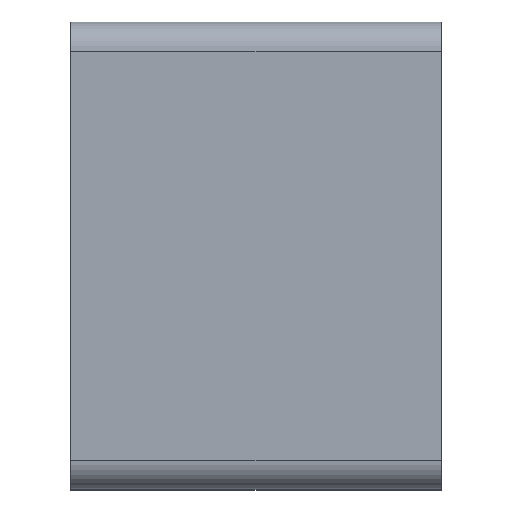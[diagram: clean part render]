
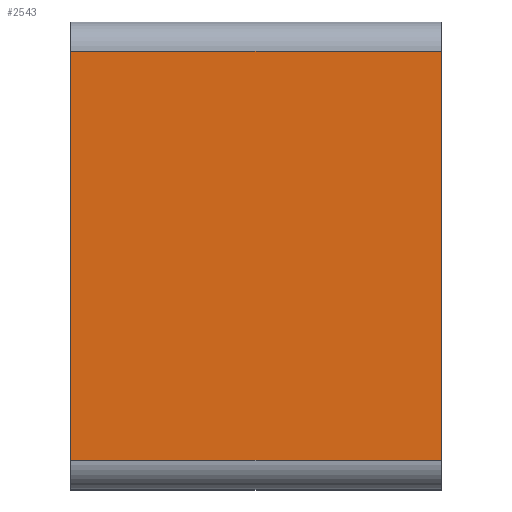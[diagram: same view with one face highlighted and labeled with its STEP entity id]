
A CAD part, top view. The second image highlights one B-rep face of the part: STEP entity #2543.
In plain terms, the highlighted planar face has unit normal (0, 0, 1).
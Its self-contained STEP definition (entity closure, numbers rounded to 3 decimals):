
#413 = PLANE('',#414);
#414 = AXIS2_PLACEMENT_3D('',#415,#416,#417);
#415 = CARTESIAN_POINT('',(0.,94.,0.));
#416 = DIRECTION('',(1.,0.,0.));
#417 = DIRECTION('',(0.,0.,1.));
#441 = CYLINDRICAL_SURFACE('',#442,3.);
#442 = AXIS2_PLACEMENT_3D('',#443,#444,#445);
#443 = CARTESIAN_POINT('',(0.,97.,39.));
#444 = DIRECTION('',(1.,0.,0.));
#445 = DIRECTION('',(0.,-1.,0.));
#469 = PLANE('',#470);
#470 = AXIS2_PLACEMENT_3D('',#471,#472,#473);
#471 = CARTESIAN_POINT('',(38.,94.,0.));
#472 = DIRECTION('',(1.,0.,0.));
#473 = DIRECTION('',(0.,0.,1.));
#1287 = CYLINDRICAL_SURFACE('',#1288,3.);
#1288 = AXIS2_PLACEMENT_3D('',#1289,#1290,#1291);
#1289 = CARTESIAN_POINT('',(0.,139.,39.));
#1290 = DIRECTION('',(1.,0.,0.));
#1291 = DIRECTION('',(0.,1.,0.));
#1479 = VERTEX_POINT('',#1480);
#1480 = CARTESIAN_POINT('',(38.,139.,42.));
#1502 = EDGE_CURVE('',#1503,#1479,#1505,.T.);
#1503 = VERTEX_POINT('',#1504);
#1504 = CARTESIAN_POINT('',(38.,97.,42.));
#1505 = SURFACE_CURVE('',#1506,(#1510,#1517),.PCURVE_S1.);
#1506 = LINE('',#1507,#1508);
#1507 = CARTESIAN_POINT('',(38.,94.,42.));
#1508 = VECTOR('',#1509,1.);
#1509 = DIRECTION('',(0.,1.,0.));
#1510 = PCURVE('',#469,#1511);
#1511 = DEFINITIONAL_REPRESENTATION('',(#1512),#1516);
#1512 = LINE('',#1513,#1514);
#1513 = CARTESIAN_POINT('',(42.,0.));
#1514 = VECTOR('',#1515,1.);
#1515 = DIRECTION('',(0.,-1.));
#1516 = ( GEOMETRIC_REPRESENTATION_CONTEXT(2) 
PARAMETRIC_REPRESENTATION_CONTEXT() REPRESENTATION_CONTEXT('2D SPACE',''
  ) );
#1517 = PCURVE('',#1518,#1523);
#1518 = PLANE('',#1519);
#1519 = AXIS2_PLACEMENT_3D('',#1520,#1521,#1522);
#1520 = CARTESIAN_POINT('',(0.,94.,42.));
#1521 = DIRECTION('',(0.,0.,1.));
#1522 = DIRECTION('',(1.,0.,0.));
#1523 = DEFINITIONAL_REPRESENTATION('',(#1524),#1528);
#1524 = LINE('',#1525,#1526);
#1525 = CARTESIAN_POINT('',(38.,0.));
#1526 = VECTOR('',#1527,1.);
#1527 = DIRECTION('',(0.,1.));
#1528 = ( GEOMETRIC_REPRESENTATION_CONTEXT(2) 
PARAMETRIC_REPRESENTATION_CONTEXT() REPRESENTATION_CONTEXT('2D SPACE',''
  ) );
#1868 = VERTEX_POINT('',#1869);
#1869 = CARTESIAN_POINT('',(0.,97.,42.));
#1895 = EDGE_CURVE('',#1868,#1503,#1896,.T.);
#1896 = SURFACE_CURVE('',#1897,(#1901,#1908),.PCURVE_S1.);
#1897 = LINE('',#1898,#1899);
#1898 = CARTESIAN_POINT('',(0.,97.,42.));
#1899 = VECTOR('',#1900,1.);
#1900 = DIRECTION('',(1.,0.,0.));
#1901 = PCURVE('',#441,#1902);
#1902 = DEFINITIONAL_REPRESENTATION('',(#1903),#1907);
#1903 = LINE('',#1904,#1905);
#1904 = CARTESIAN_POINT('',(-1.571,0.));
#1905 = VECTOR('',#1906,1.);
#1906 = DIRECTION('',(-0.,1.));
#1907 = ( GEOMETRIC_REPRESENTATION_CONTEXT(2) 
PARAMETRIC_REPRESENTATION_CONTEXT() REPRESENTATION_CONTEXT('2D SPACE',''
  ) );
#1908 = PCURVE('',#1518,#1909);
#1909 = DEFINITIONAL_REPRESENTATION('',(#1910),#1914);
#1910 = LINE('',#1911,#1912);
#1911 = CARTESIAN_POINT('',(0.,3.));
#1912 = VECTOR('',#1913,1.);
#1913 = DIRECTION('',(1.,0.));
#1914 = ( GEOMETRIC_REPRESENTATION_CONTEXT(2) 
PARAMETRIC_REPRESENTATION_CONTEXT() REPRESENTATION_CONTEXT('2D SPACE',''
  ) );
#1969 = VERTEX_POINT('',#1970);
#1970 = CARTESIAN_POINT('',(0.,139.,42.));
#1992 = EDGE_CURVE('',#1868,#1969,#1993,.T.);
#1993 = SURFACE_CURVE('',#1994,(#1998,#2005),.PCURVE_S1.);
#1994 = LINE('',#1995,#1996);
#1995 = CARTESIAN_POINT('',(0.,94.,42.));
#1996 = VECTOR('',#1997,1.);
#1997 = DIRECTION('',(0.,1.,0.));
#1998 = PCURVE('',#413,#1999);
#1999 = DEFINITIONAL_REPRESENTATION('',(#2000),#2004);
#2000 = LINE('',#2001,#2002);
#2001 = CARTESIAN_POINT('',(42.,0.));
#2002 = VECTOR('',#2003,1.);
#2003 = DIRECTION('',(0.,-1.));
#2004 = ( GEOMETRIC_REPRESENTATION_CONTEXT(2) 
PARAMETRIC_REPRESENTATION_CONTEXT() REPRESENTATION_CONTEXT('2D SPACE',''
  ) );
#2005 = PCURVE('',#1518,#2006);
#2006 = DEFINITIONAL_REPRESENTATION('',(#2007),#2011);
#2007 = LINE('',#2008,#2009);
#2008 = CARTESIAN_POINT('',(0.,0.));
#2009 = VECTOR('',#2010,1.);
#2010 = DIRECTION('',(0.,1.));
#2011 = ( GEOMETRIC_REPRESENTATION_CONTEXT(2) 
PARAMETRIC_REPRESENTATION_CONTEXT() REPRESENTATION_CONTEXT('2D SPACE',''
  ) );
#2521 = EDGE_CURVE('',#1969,#1479,#2522,.T.);
#2522 = SURFACE_CURVE('',#2523,(#2527,#2534),.PCURVE_S1.);
#2523 = LINE('',#2524,#2525);
#2524 = CARTESIAN_POINT('',(0.,139.,42.));
#2525 = VECTOR('',#2526,1.);
#2526 = DIRECTION('',(1.,0.,0.));
#2527 = PCURVE('',#1287,#2528);
#2528 = DEFINITIONAL_REPRESENTATION('',(#2529),#2533);
#2529 = LINE('',#2530,#2531);
#2530 = CARTESIAN_POINT('',(1.571,0.));
#2531 = VECTOR('',#2532,1.);
#2532 = DIRECTION('',(0.,1.));
#2533 = ( GEOMETRIC_REPRESENTATION_CONTEXT(2) 
PARAMETRIC_REPRESENTATION_CONTEXT() REPRESENTATION_CONTEXT('2D SPACE',''
  ) );
#2534 = PCURVE('',#1518,#2535);
#2535 = DEFINITIONAL_REPRESENTATION('',(#2536),#2540);
#2536 = LINE('',#2537,#2538);
#2537 = CARTESIAN_POINT('',(0.,45.));
#2538 = VECTOR('',#2539,1.);
#2539 = DIRECTION('',(1.,0.));
#2540 = ( GEOMETRIC_REPRESENTATION_CONTEXT(2) 
PARAMETRIC_REPRESENTATION_CONTEXT() REPRESENTATION_CONTEXT('2D SPACE',''
  ) );
#2543 = ADVANCED_FACE('',(#2544),#1518,.T.);
#2544 = FACE_BOUND('',#2545,.T.);
#2545 = EDGE_LOOP('',(#2546,#2547,#2548,#2549));
#2546 = ORIENTED_EDGE('',*,*,#1992,.F.);
#2547 = ORIENTED_EDGE('',*,*,#1895,.T.);
#2548 = ORIENTED_EDGE('',*,*,#1502,.T.);
#2549 = ORIENTED_EDGE('',*,*,#2521,.F.);
